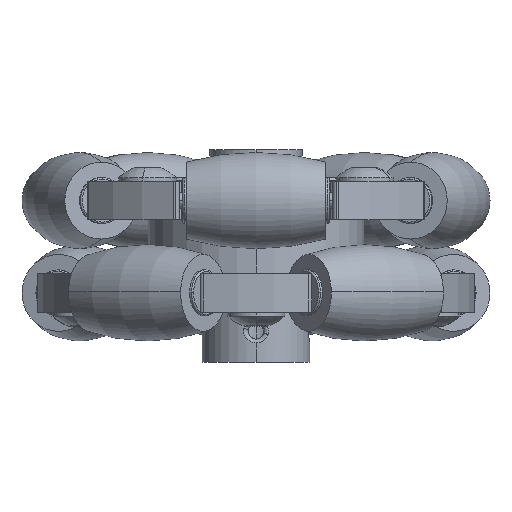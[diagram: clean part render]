
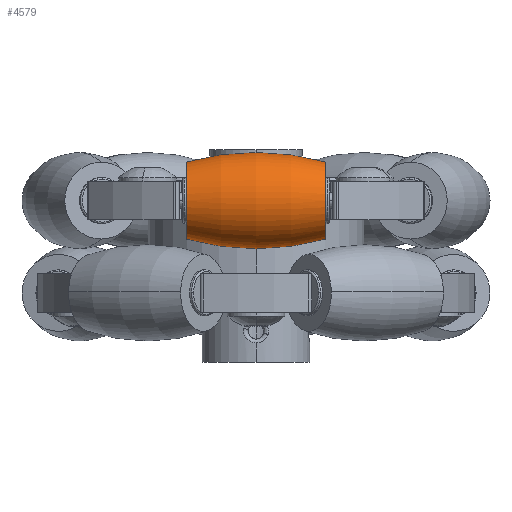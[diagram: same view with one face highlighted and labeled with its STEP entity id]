
A CAD part, front view. The second image highlights one B-rep face of the part: STEP entity #4579.
In plain terms, the highlighted toroidal (fillet/blend) face has major radius 26.784 mm and minor radius 33.033 mm.
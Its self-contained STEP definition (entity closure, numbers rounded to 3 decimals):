
#228 = EDGE_CURVE ( 'NONE', #5676, #2484, #3893, .T. ) ;
#394 = ORIENTED_EDGE ( 'NONE', *, *, #7172, .T. ) ;
#750 = CARTESIAN_POINT ( 'NONE',  ( 9., 0., 0. ) ) ;
#998 = AXIS2_PLACEMENT_3D ( 'NONE', #2063, #6497, #3337 ) ;
#1089 = DIRECTION ( 'NONE',  ( 0., 1., 0. ) ) ;
#1587 = AXIS2_PLACEMENT_3D ( 'NONE', #7226, #1089, #4831 ) ;
#1626 = CARTESIAN_POINT ( 'NONE',  ( 9., 0., 5. ) ) ;
#1632 = TOROIDAL_SURFACE ( 'NONE', #998, -26.784, 33.033 ) ;
#1633 = CARTESIAN_POINT ( 'NONE',  ( -9., 0., 0. ) ) ;
#2063 = CARTESIAN_POINT ( 'NONE',  ( 0., 0., 0. ) ) ;
#2067 = CIRCLE ( 'NONE', #3122, 5. ) ;
#2085 = CIRCLE ( 'NONE', #2710, 33.033 ) ;
#2159 = CARTESIAN_POINT ( 'NONE',  ( -9., 0., 5. ) ) ;
#2272 = DIRECTION ( 'NONE',  ( 0., 0., -1. ) ) ;
#2304 = FACE_OUTER_BOUND ( 'NONE', #5994, .T. ) ;
#2484 = VERTEX_POINT ( 'NONE', #1626 ) ;
#2514 = VERTEX_POINT ( 'NONE', #7820 ) ;
#2710 = AXIS2_PLACEMENT_3D ( 'NONE', #6467, #2761, #7082 ) ;
#2761 = DIRECTION ( 'NONE',  ( 0., -1., 0. ) ) ;
#3047 = ORIENTED_EDGE ( 'NONE', *, *, #7455, .F. ) ;
#3122 = AXIS2_PLACEMENT_3D ( 'NONE', #1633, #7852, #2272 ) ;
#3337 = DIRECTION ( 'NONE',  ( 0., 0., -1. ) ) ;
#3546 = AXIS2_PLACEMENT_3D ( 'NONE', #750, #5003, #4411 ) ;
#3893 = CIRCLE ( 'NONE', #1587, 33.033 ) ;
#4005 = ORIENTED_EDGE ( 'NONE', *, *, #228, .F. ) ;
#4411 = DIRECTION ( 'NONE',  ( 0., 0., -1. ) ) ;
#4579 = ADVANCED_FACE ( 'NONE', ( #2304 ), #1632, .T. ) ;
#4831 = DIRECTION ( 'NONE',  ( 0., 0., 1. ) ) ;
#5003 = DIRECTION ( 'NONE',  ( 1., 0., 0. ) ) ;
#5632 = EDGE_CURVE ( 'NONE', #2514, #5689, #2085, .T. ) ;
#5676 = VERTEX_POINT ( 'NONE', #2159 ) ;
#5689 = VERTEX_POINT ( 'NONE', #7878 ) ;
#5775 = ORIENTED_EDGE ( 'NONE', *, *, #5632, .T. ) ;
#5994 = EDGE_LOOP ( 'NONE', ( #4005, #394, #5775, #3047 ) ) ;
#6467 = CARTESIAN_POINT ( 'NONE',  ( 0., 0., 26.784 ) ) ;
#6497 = DIRECTION ( 'NONE',  ( 1., 0., 0. ) ) ;
#6726 = CIRCLE ( 'NONE', #3546, 5. ) ;
#7082 = DIRECTION ( 'NONE',  ( 0., 0., -1. ) ) ;
#7172 = EDGE_CURVE ( 'NONE', #5676, #2514, #2067, .T. ) ;
#7226 = CARTESIAN_POINT ( 'NONE',  ( 0., 0., -26.784 ) ) ;
#7455 = EDGE_CURVE ( 'NONE', #2484, #5689, #6726, .T. ) ;
#7820 = CARTESIAN_POINT ( 'NONE',  ( -9., 0., -5. ) ) ;
#7852 = DIRECTION ( 'NONE',  ( 1., 0., 0. ) ) ;
#7878 = CARTESIAN_POINT ( 'NONE',  ( 9., 0., -5. ) ) ;
